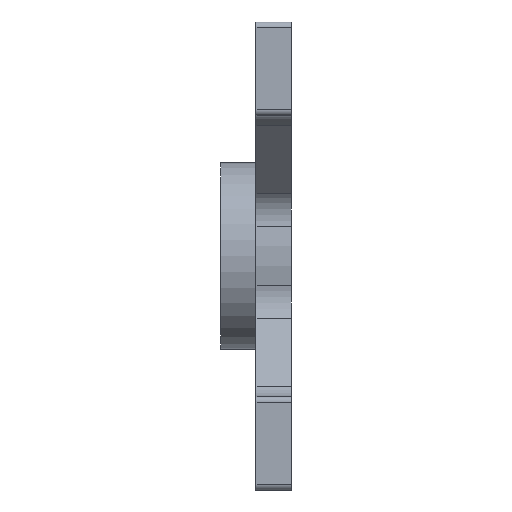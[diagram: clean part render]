
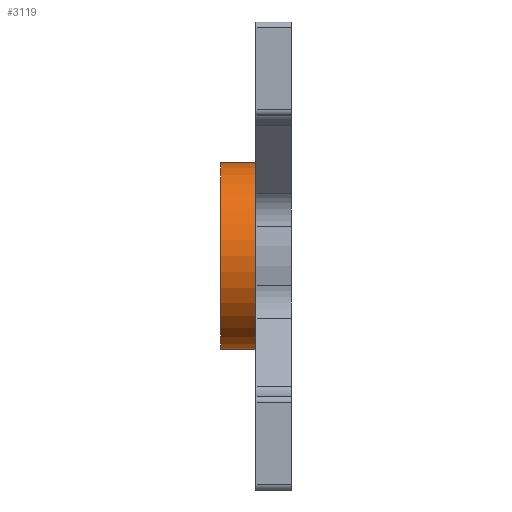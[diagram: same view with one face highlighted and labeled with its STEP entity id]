
A CAD part, left-side view. The second image highlights one B-rep face of the part: STEP entity #3119.
In plain terms, the highlighted cylindrical face has radius 8 mm (diameter 16 mm), a partial arc.
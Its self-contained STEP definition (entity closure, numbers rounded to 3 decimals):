
#130 = EDGE_CURVE ( 'NONE', #1315, #2004, #2912, .T. ) ;
#175 = CARTESIAN_POINT ( 'NONE',  ( 0., 3., 0. ) ) ;
#276 = ORIENTED_EDGE ( 'NONE', *, *, #977, .T. ) ;
#516 = CYLINDRICAL_SURFACE ( 'NONE', #3059, 8. ) ;
#855 = EDGE_CURVE ( 'NONE', #3534, #2004, #4744, .T. ) ;
#977 = EDGE_CURVE ( 'NONE', #3026, #1315, #3588, .T. ) ;
#1031 = DIRECTION ( 'NONE',  ( 0., -1., 0. ) ) ;
#1169 = DIRECTION ( 'NONE',  ( 0., 1., 0. ) ) ;
#1245 = CARTESIAN_POINT ( 'NONE',  ( 0., 34.627, -8. ) ) ;
#1315 = VERTEX_POINT ( 'NONE', #3666 ) ;
#1557 = ORIENTED_EDGE ( 'NONE', *, *, #130, .T. ) ;
#1628 = DIRECTION ( 'NONE',  ( 0., 0., 1. ) ) ;
#1792 = CARTESIAN_POINT ( 'NONE',  ( 0., 34.627, 0. ) ) ;
#1902 = FACE_OUTER_BOUND ( 'NONE', #4871, .T. ) ;
#1952 = DIRECTION ( 'NONE',  ( 0., -1., 0. ) ) ;
#2004 = VERTEX_POINT ( 'NONE', #3054 ) ;
#2643 = CARTESIAN_POINT ( 'NONE',  ( 0., 34.627, 8. ) ) ;
#2912 = CIRCLE ( 'NONE', #3765, 8. ) ;
#2972 = ORIENTED_EDGE ( 'NONE', *, *, #4029, .F. ) ;
#3026 = VERTEX_POINT ( 'NONE', #4346 ) ;
#3044 = VECTOR ( 'NONE', #1952, 1000. ) ;
#3054 = CARTESIAN_POINT ( 'NONE',  ( 0., 3., 8. ) ) ;
#3059 = AXIS2_PLACEMENT_3D ( 'NONE', #1792, #1031, #4777 ) ;
#3119 = ADVANCED_FACE ( 'NONE', ( #1902 ), #516, .T. ) ;
#3131 = ORIENTED_EDGE ( 'NONE', *, *, #855, .F. ) ;
#3288 = VECTOR ( 'NONE', #4273, 1000. ) ;
#3377 = AXIS2_PLACEMENT_3D ( 'NONE', #4191, #1169, #1628 ) ;
#3534 = VERTEX_POINT ( 'NONE', #4378 ) ;
#3588 = LINE ( 'NONE', #1245, #3288 ) ;
#3666 = CARTESIAN_POINT ( 'NONE',  ( 0., 3., -8. ) ) ;
#3765 = AXIS2_PLACEMENT_3D ( 'NONE', #175, #4720, #4009 ) ;
#3809 = CIRCLE ( 'NONE', #3377, 8. ) ;
#4009 = DIRECTION ( 'NONE',  ( 0., 0., 1. ) ) ;
#4029 = EDGE_CURVE ( 'NONE', #3026, #3534, #3809, .T. ) ;
#4191 = CARTESIAN_POINT ( 'NONE',  ( 0., 6., 0. ) ) ;
#4273 = DIRECTION ( 'NONE',  ( 0., -1., 0. ) ) ;
#4346 = CARTESIAN_POINT ( 'NONE',  ( 0., 6., -8. ) ) ;
#4378 = CARTESIAN_POINT ( 'NONE',  ( 0., 6., 8. ) ) ;
#4720 = DIRECTION ( 'NONE',  ( 0., 1., 0. ) ) ;
#4744 = LINE ( 'NONE', #2643, #3044 ) ;
#4777 = DIRECTION ( 'NONE',  ( 0., 0., -1. ) ) ;
#4871 = EDGE_LOOP ( 'NONE', ( #3131, #2972, #276, #1557 ) ) ;
